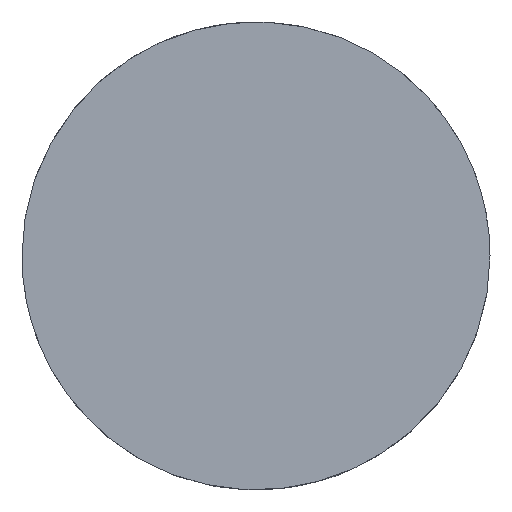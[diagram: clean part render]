
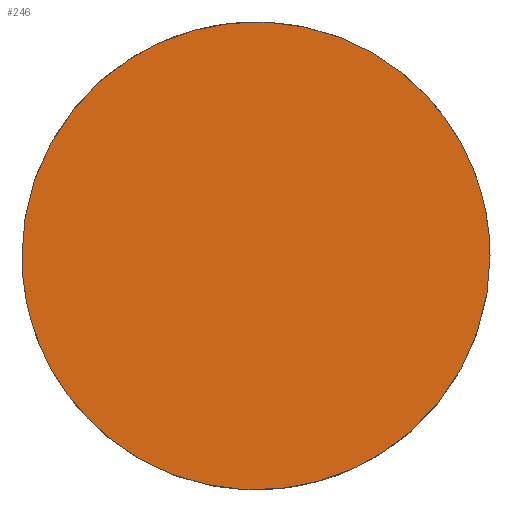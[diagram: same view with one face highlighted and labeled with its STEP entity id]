
A CAD part, top view. The second image highlights one B-rep face of the part: STEP entity #246.
In plain terms, the highlighted planar face has unit normal (0.034, 0, 0.999).
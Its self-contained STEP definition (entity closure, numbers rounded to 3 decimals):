
#28 = CARTESIAN_POINT ( 'NONE',  ( 12.5, 25., 3. ) ) ;
#45 = CARTESIAN_POINT ( 'NONE',  ( 12.5, 0., 3. ) ) ;
#48 = CARTESIAN_POINT ( 'NONE',  ( -12.5, 0., 3.842 ) ) ;
#50 = PLANE ( 'NONE',  #124 ) ;
#62 = EDGE_CURVE ( 'NONE', #200, #164, #65, .T. ) ;
#65 =( BOUNDED_CURVE ( )  B_SPLINE_CURVE ( 3, ( #209, #207, #185, #244 ),
 .UNSPECIFIED., .F., .F. ) 
 B_SPLINE_CURVE_WITH_KNOTS ( ( 4, 4 ),
 ( 0., 3.142 ),
 .UNSPECIFIED. ) 
 CURVE ( )  GEOMETRIC_REPRESENTATION_ITEM ( )  RATIONAL_B_SPLINE_CURVE ( ( 1., 0.333, 0.333, 1. ) ) 
 REPRESENTATION_ITEM ( '' )  );
#73 = ORIENTED_EDGE ( 'NONE', *, *, #62, .F. ) ;
#89 = CARTESIAN_POINT ( 'NONE',  ( -12.5, 25., 3.842 ) ) ;
#106 = ORIENTED_EDGE ( 'NONE', *, *, #196, .F. ) ;
#116 = DIRECTION ( 'NONE',  ( -0.034, 0., -0.999 ) ) ;
#124 = AXIS2_PLACEMENT_3D ( 'NONE', #187, #116, #232 ) ;
#142 = FACE_OUTER_BOUND ( 'NONE', #175, .T. ) ;
#144 =( BOUNDED_CURVE ( )  B_SPLINE_CURVE ( 3, ( #48, #89, #28, #45 ),
 .UNSPECIFIED., .F., .F. ) 
 B_SPLINE_CURVE_WITH_KNOTS ( ( 4, 4 ),
 ( 3.142, 6.283 ),
 .UNSPECIFIED. ) 
 CURVE ( )  GEOMETRIC_REPRESENTATION_ITEM ( )  RATIONAL_B_SPLINE_CURVE ( ( 1., 0.333, 0.333, 1. ) ) 
 REPRESENTATION_ITEM ( '' )  );
#164 = VERTEX_POINT ( 'NONE', #204 ) ;
#175 = EDGE_LOOP ( 'NONE', ( #106, #73 ) ) ;
#185 = CARTESIAN_POINT ( 'NONE',  ( -12.5, -25., 3.842 ) ) ;
#187 = CARTESIAN_POINT ( 'NONE',  ( 12.5, -25., 3. ) ) ;
#196 = EDGE_CURVE ( 'NONE', #164, #200, #144, .T. ) ;
#200 = VERTEX_POINT ( 'NONE', #243 ) ;
#204 = CARTESIAN_POINT ( 'NONE',  ( -12.5, 0., 3.842 ) ) ;
#207 = CARTESIAN_POINT ( 'NONE',  ( 12.5, -25., 3. ) ) ;
#209 = CARTESIAN_POINT ( 'NONE',  ( 12.5, 0., 3. ) ) ;
#232 = DIRECTION ( 'NONE',  ( -0.999, 0., 0.034 ) ) ;
#243 = CARTESIAN_POINT ( 'NONE',  ( 12.5, 0., 3. ) ) ;
#244 = CARTESIAN_POINT ( 'NONE',  ( -12.5, 0., 3.842 ) ) ;
#246 = ADVANCED_FACE ( 'NONE', ( #142 ), #50, .F. ) ;
